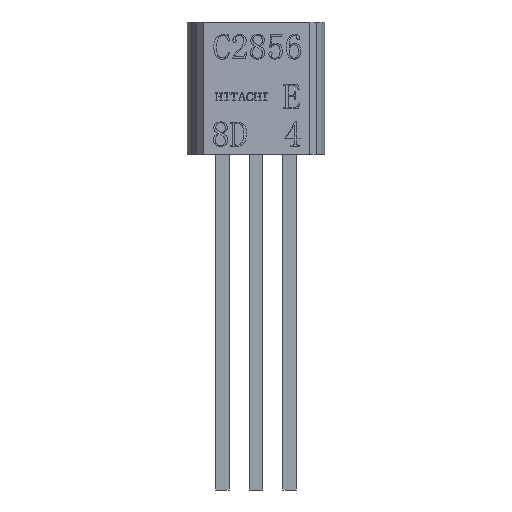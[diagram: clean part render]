
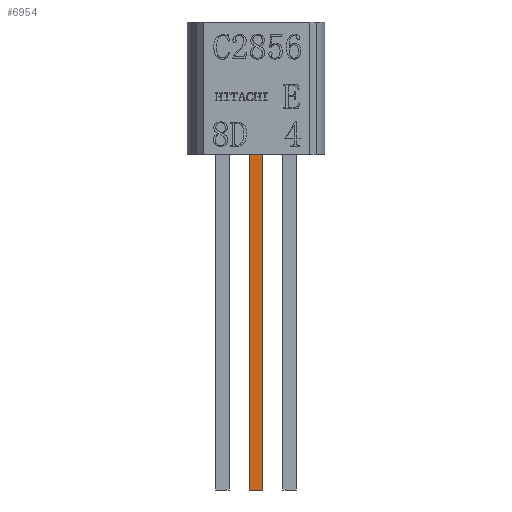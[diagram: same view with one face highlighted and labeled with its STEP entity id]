
A CAD part, front view. The second image highlights one B-rep face of the part: STEP entity #6954.
In plain terms, the highlighted planar face has unit normal (0, -1, 0).
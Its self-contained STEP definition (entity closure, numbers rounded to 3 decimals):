
#1336 = VECTOR ( 'NONE', #4385, 1000. ) ;
#1358 = LINE ( 'NONE', #4388, #1336 ) ;
#1403 = LINE ( 'NONE', #4446, #1428 ) ;
#1420 = LINE ( 'NONE', #4354, #1448 ) ;
#1428 = VECTOR ( 'NONE', #4445, 1000. ) ;
#1434 = VECTOR ( 'NONE', #4357, 1000. ) ;
#1445 = LINE ( 'NONE', #4394, #1434 ) ;
#1448 = VECTOR ( 'NONE', #4433, 1000. ) ;
#2617 = CARTESIAN_POINT ( 'NONE',  ( -0.25, -0.25, -12.7 ) ) ;
#2632 = CARTESIAN_POINT ( 'NONE',  ( 0.25, -0.25, -12.7 ) ) ;
#2635 = CARTESIAN_POINT ( 'NONE',  ( -0.25, -0.25, 0. ) ) ;
#2660 = CARTESIAN_POINT ( 'NONE',  ( 0.25, -0.25, 0. ) ) ;
#3201 = CARTESIAN_POINT ( 'NONE',  ( -0.25, -0.25, -12.7 ) ) ;
#3217 = PLANE ( 'NONE',  #6510 ) ;
#3220 = DIRECTION ( 'NONE',  ( 0., -1., 0. ) ) ;
#3221 = DIRECTION ( 'NONE',  ( 0., 0., -1. ) ) ;
#3414 = FACE_OUTER_BOUND ( 'NONE', #7328, .T. ) ;
#4354 = CARTESIAN_POINT ( 'NONE',  ( -0.25, -0.25, 0. ) ) ;
#4357 = DIRECTION ( 'NONE',  ( 1., 0., 0. ) ) ;
#4385 = DIRECTION ( 'NONE',  ( 0., 0., 1. ) ) ;
#4388 = CARTESIAN_POINT ( 'NONE',  ( -0.25, -0.25, -12.7 ) ) ;
#4394 = CARTESIAN_POINT ( 'NONE',  ( -0.25, -0.25, -12.7 ) ) ;
#4433 = DIRECTION ( 'NONE',  ( 1., 0., 0. ) ) ;
#4445 = DIRECTION ( 'NONE',  ( 0., 0., 1. ) ) ;
#4446 = CARTESIAN_POINT ( 'NONE',  ( 0.25, -0.25, -12.7 ) ) ;
#5007 = EDGE_CURVE ( 'NONE', #6372, #6374, #1358, .T. ) ;
#5019 = EDGE_CURVE ( 'NONE', #6372, #6326, #1445, .T. ) ;
#5033 = EDGE_CURVE ( 'NONE', #6374, #6346, #1420, .T. ) ;
#5040 = EDGE_CURVE ( 'NONE', #6326, #6346, #1403, .T. ) ;
#5799 = ORIENTED_EDGE ( 'NONE', *, *, #5040, .T. ) ;
#5808 = ORIENTED_EDGE ( 'NONE', *, *, #5007, .F. ) ;
#5819 = ORIENTED_EDGE ( 'NONE', *, *, #5019, .T. ) ;
#5821 = ORIENTED_EDGE ( 'NONE', *, *, #5033, .F. ) ;
#6326 = VERTEX_POINT ( 'NONE', #2632 ) ;
#6346 = VERTEX_POINT ( 'NONE', #2660 ) ;
#6372 = VERTEX_POINT ( 'NONE', #2617 ) ;
#6374 = VERTEX_POINT ( 'NONE', #2635 ) ;
#6510 = AXIS2_PLACEMENT_3D ( 'NONE', #3201, #3220, #3221 ) ;
#6954 = ADVANCED_FACE ( 'NONE', ( #3414 ), #3217, .T. ) ;
#7328 = EDGE_LOOP ( 'NONE', ( #5821, #5808, #5819, #5799 ) ) ;
